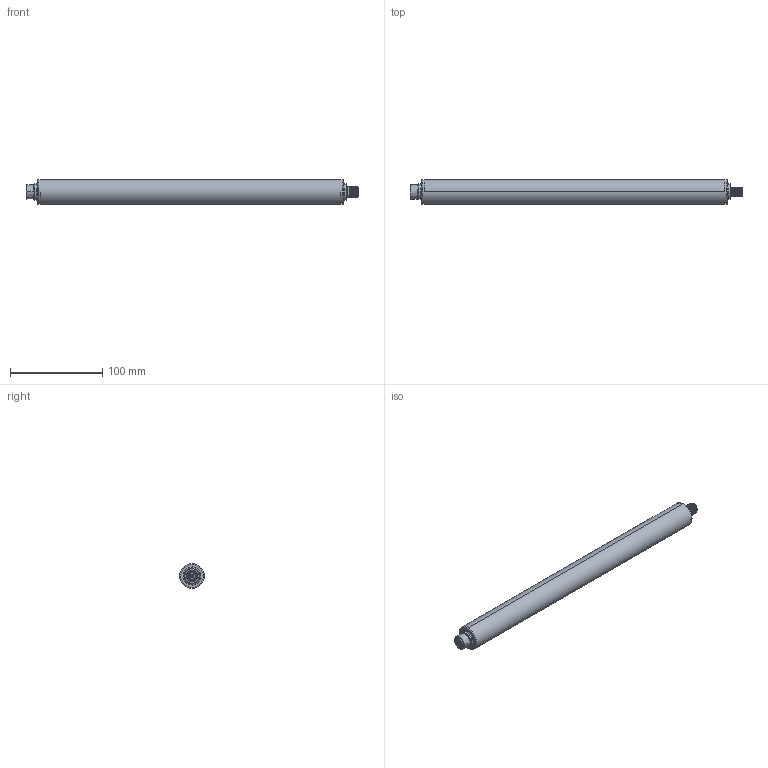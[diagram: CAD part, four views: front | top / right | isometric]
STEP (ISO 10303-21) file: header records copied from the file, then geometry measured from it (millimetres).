
FILE_DESCRIPTION((''),'2;1');
FILE_NAME('185257_SM01_ASM','2022-12-13T16:01:53',('PDMAdmin'),('BANNER ENGINEERING'),'CREO PARAMETRIC BY PTC INC, 2019292','CREO PARAMETRIC BY PTC INC, 2019292','');
FILE_SCHEMA(('CONFIG_CONTROL_DESIGN'));
Length unit declared in the file: millimetre
Products named in the file (2): 185257_EP01; 185257_SM01_ASM
Assembly tree (1 placements, depth 2):
  185257_SM01_ASM
    185257_EP01
Bounding box: 360.5 x 27 x 27 mm (x, y, z)
Volume: 193431.4 mm3; surface area: 32881.1 mm2
Topology: 1 solids, 1 shells, 420 faces, 1108 edges, 723 vertices
Faces by surface type: cylinder 184, plane 119, bspline 88, torus 21, cone 8
Entity records: 26485 total; most frequent: CARTESIAN_POINT 16398, ORIENTED_EDGE 2216, DIRECTION 1923, EDGE_CURVE 1108, VERTEX_POINT 723, AXIS2_PLACEMENT_3D 708, VECTOR 507, LINE 507
